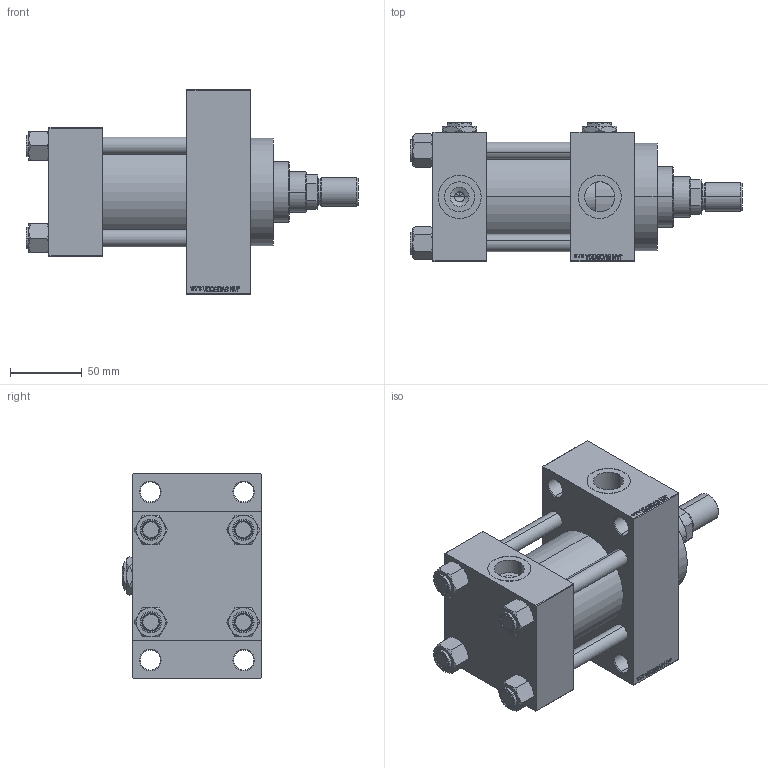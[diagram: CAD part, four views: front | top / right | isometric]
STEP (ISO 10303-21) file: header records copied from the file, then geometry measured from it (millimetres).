
FILE_DESCRIPTION (( 'STEP AP203' ), '1' );
FILE_NAME ('9a13.STEP', '2022-04-16T11:49:21', ( '' ), ( '' ), 'SwSTEP 2.0', 'SolidWorks 2019', '' );
FILE_SCHEMA (( 'CONFIG_CONTROL_DESIGN' ));
Length unit declared in the file: millimetre
Products named in the file (8): V215CR_D_TYCINKA 4659e9218f08400894ca7ed43155a4e1; NUT_M5_D 4659e9218f08400894ca7ed43155a4e1; 9a13; Zatka_pro_OIL_PORT 4659e9218f08400894ca7ed43155a4e1; V215_VC_A 4659e9218f08400894ca7ed43155a4e1; V215CR_VCP_D 4659e9218f08400894ca7ed43155a4e1; V215CR_D_Body 4659e9218f08400894ca7ed43155a4e1; ROD_END_AH 4659e9218f08400894ca7ed43155a4e1
Assembly tree (14 placements, depth 2):
  9a13
    V215CR_D_Body 4659e9218f08400894ca7ed43155a4e1
    V215CR_VCP_D 4659e9218f08400894ca7ed43155a4e1
    NUT_M5_D 4659e9218f08400894ca7ed43155a4e1  x4
    V215CR_D_TYCINKA 4659e9218f08400894ca7ed43155a4e1  x4
    V215_VC_A 4659e9218f08400894ca7ed43155a4e1
    ROD_END_AH 4659e9218f08400894ca7ed43155a4e1
    Zatka_pro_OIL_PORT 4659e9218f08400894ca7ed43155a4e1  x2
Bounding box: 231 x 97 x 142 mm (x, y, z)
Volume: 1099073.1 mm3; surface area: 207290.9 mm2
Topology: 14 solids, 14 shells, 1226 faces, 3028 edges, 1950 vertices
Faces by surface type: plane 551, bspline 368, cone 190, cylinder 107, torus 10
Entity records: 49970 total; most frequent: CARTESIAN_POINT 25820, ORIENTED_EDGE 5356, DIRECTION 3562, EDGE_CURVE 2678, VERTEX_POINT 1748, LINE 1566, VECTOR 1566, EDGE_LOOP 1206
